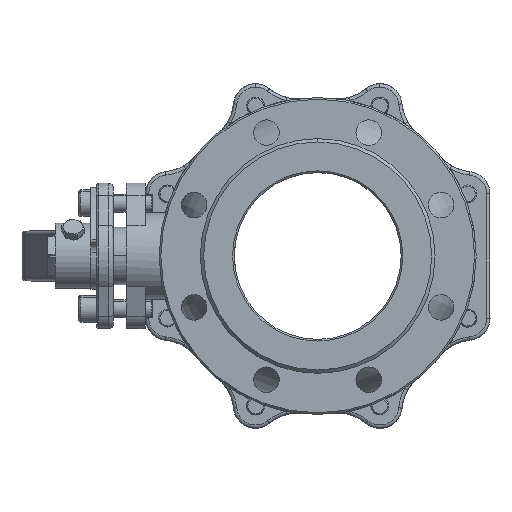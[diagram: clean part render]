
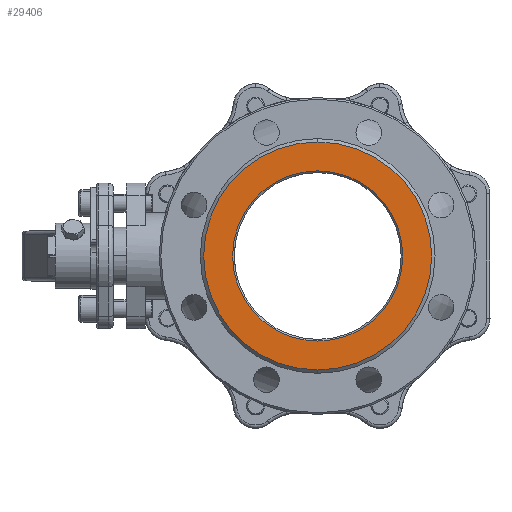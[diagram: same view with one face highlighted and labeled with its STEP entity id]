
A CAD part, left-side view. The second image highlights one B-rep face of the part: STEP entity #29406.
In plain terms, the highlighted planar face has unit normal (-1, 0, 0).
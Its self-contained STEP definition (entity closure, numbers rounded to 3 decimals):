
#1262 = ORIENTED_EDGE ( 'NONE', *, *, #7839, .T. ) ;
#1410 = VERTEX_POINT ( 'NONE', #19377 ) ;
#3479 = CARTESIAN_POINT ( 'NONE',  ( -162.447, 0., 102.5 ) ) ;
#3791 = DIRECTION ( 'NONE',  ( 0., 0., 1. ) ) ;
#6357 = DIRECTION ( 'NONE',  ( -1., 0., 0. ) ) ;
#6606 = DIRECTION ( 'NONE',  ( 1., 0., 0. ) ) ;
#6822 = AXIS2_PLACEMENT_3D ( 'NONE', #17670, #30066, #7983 ) ;
#7033 = CIRCLE ( 'NONE', #22487, 76.5 ) ;
#7166 = CARTESIAN_POINT ( 'NONE',  ( -162.447, 0., 76.5 ) ) ;
#7839 = EDGE_CURVE ( 'NONE', #29778, #25465, #28265, .T. ) ;
#7983 = DIRECTION ( 'NONE',  ( 0., 0., 1. ) ) ;
#8198 = EDGE_LOOP ( 'NONE', ( #1262, #19801 ) ) ;
#8650 = CARTESIAN_POINT ( 'NONE',  ( -162.447, 0., 0. ) ) ;
#8854 = DIRECTION ( 'NONE',  ( 0., 0., 1. ) ) ;
#9162 = PLANE ( 'NONE',  #18834 ) ;
#9554 = EDGE_CURVE ( 'NONE', #19040, #1410, #20767, .T. ) ;
#10114 = ORIENTED_EDGE ( 'NONE', *, *, #9554, .T. ) ;
#10920 = EDGE_CURVE ( 'NONE', #1410, #19040, #25467, .T. ) ;
#11558 = AXIS2_PLACEMENT_3D ( 'NONE', #8650, #6357, #3791 ) ;
#12041 = CARTESIAN_POINT ( 'NONE',  ( -162.447, 0., 75. ) ) ;
#14466 = DIRECTION ( 'NONE',  ( 0., 0., 1. ) ) ;
#14567 = EDGE_LOOP ( 'NONE', ( #18303, #10114 ) ) ;
#17670 = CARTESIAN_POINT ( 'NONE',  ( -162.447, 0., 0. ) ) ;
#18303 = ORIENTED_EDGE ( 'NONE', *, *, #10920, .T. ) ;
#18834 = AXIS2_PLACEMENT_3D ( 'NONE', #12041, #19005, #14466 ) ;
#19005 = DIRECTION ( 'NONE',  ( -1., 0., 0. ) ) ;
#19040 = VERTEX_POINT ( 'NONE', #3479 ) ;
#19377 = CARTESIAN_POINT ( 'NONE',  ( -162.447, 0., -102.5 ) ) ;
#19801 = ORIENTED_EDGE ( 'NONE', *, *, #30630, .T. ) ;
#20568 = CARTESIAN_POINT ( 'NONE',  ( -162.447, 0., -76.5 ) ) ;
#20767 = CIRCLE ( 'NONE', #6822, 102.5 ) ;
#21400 = FACE_BOUND ( 'NONE', #8198, .T. ) ;
#22487 = AXIS2_PLACEMENT_3D ( 'NONE', #31285, #6606, #23395 ) ;
#23395 = DIRECTION ( 'NONE',  ( 0., 0., 1. ) ) ;
#25465 = VERTEX_POINT ( 'NONE', #20568 ) ;
#25467 = CIRCLE ( 'NONE', #11558, 102.5 ) ;
#25650 = DIRECTION ( 'NONE',  ( 1., 0., 0. ) ) ;
#25706 = AXIS2_PLACEMENT_3D ( 'NONE', #28671, #25650, #8854 ) ;
#28265 = CIRCLE ( 'NONE', #25706, 76.5 ) ;
#28671 = CARTESIAN_POINT ( 'NONE',  ( -162.447, 0., 0. ) ) ;
#29406 = ADVANCED_FACE ( 'NONE', ( #21400, #31708 ), #9162, .T. ) ;
#29778 = VERTEX_POINT ( 'NONE', #7166 ) ;
#30066 = DIRECTION ( 'NONE',  ( -1., 0., 0. ) ) ;
#30630 = EDGE_CURVE ( 'NONE', #25465, #29778, #7033, .T. ) ;
#31285 = CARTESIAN_POINT ( 'NONE',  ( -162.447, 0., 0. ) ) ;
#31708 = FACE_OUTER_BOUND ( 'NONE', #14567, .T. ) ;
